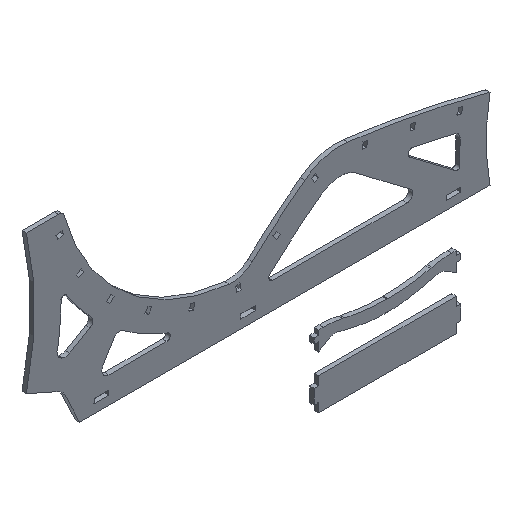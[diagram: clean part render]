
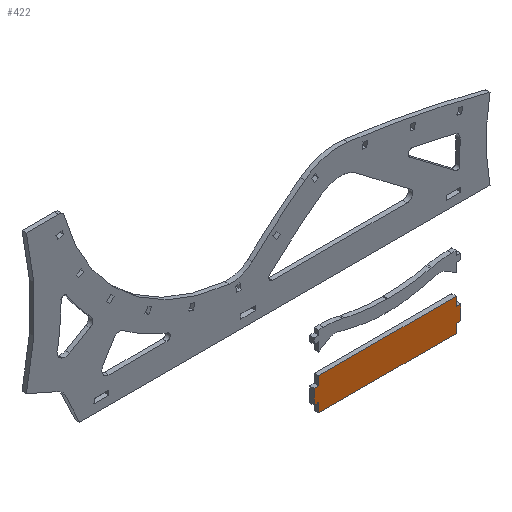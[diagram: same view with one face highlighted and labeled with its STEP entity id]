
A CAD part, isometric view. The second image highlights one B-rep face of the part: STEP entity #422.
In plain terms, the highlighted planar face has unit normal (0, -1, 0).
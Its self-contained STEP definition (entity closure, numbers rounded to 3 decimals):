
#60=CARTESIAN_POINT('Vertex',(-100.,0.,-350.)) ;
#65=CARTESIAN_POINT('Line Origine',(-107.5,0.,-350.)) ;
#69=CARTESIAN_POINT('Vertex',(-115.,0.,-350.)) ;
#96=CARTESIAN_POINT('Line Origine',(-115.,0.,-365.)) ;
#100=CARTESIAN_POINT('Vertex',(-115.,0.,-380.)) ;
#127=CARTESIAN_POINT('Line Origine',(-350.,0.,-380.)) ;
#131=CARTESIAN_POINT('Vertex',(-585.,0.,-380.)) ;
#158=CARTESIAN_POINT('Line Origine',(-585.,0.,-365.)) ;
#162=CARTESIAN_POINT('Vertex',(-585.,0.,-350.)) ;
#184=CARTESIAN_POINT('Line Origine',(-592.5,0.,-350.)) ;
#188=CARTESIAN_POINT('Vertex',(-600.,0.,-350.)) ;
#215=CARTESIAN_POINT('Line Origine',(-600.,0.,-325.)) ;
#219=CARTESIAN_POINT('Vertex',(-600.,0.,-300.)) ;
#246=CARTESIAN_POINT('Line Origine',(-592.5,0.,-300.)) ;
#250=CARTESIAN_POINT('Vertex',(-585.,0.,-300.)) ;
#272=CARTESIAN_POINT('Line Origine',(-585.,0.,-285.)) ;
#276=CARTESIAN_POINT('Vertex',(-585.,0.,-270.)) ;
#303=CARTESIAN_POINT('Line Origine',(-350.,0.,-270.)) ;
#307=CARTESIAN_POINT('Vertex',(-115.,0.,-270.)) ;
#329=CARTESIAN_POINT('Line Origine',(-115.,0.,-285.)) ;
#333=CARTESIAN_POINT('Vertex',(-115.,0.,-300.)) ;
#355=CARTESIAN_POINT('Line Origine',(-107.5,0.,-300.)) ;
#359=CARTESIAN_POINT('Vertex',(-100.,0.,-300.)) ;
#386=CARTESIAN_POINT('Line Origine',(-100.,0.,-325.)) ;
#403=CARTESIAN_POINT('Axis2P3D Location',(0.,0.,0.)) ;
#66=DIRECTION('Vector Direction',(1.,0.,0.)) ;
#97=DIRECTION('Vector Direction',(0.,0.,1.)) ;
#128=DIRECTION('Vector Direction',(1.,0.,0.)) ;
#159=DIRECTION('Vector Direction',(0.,0.,-1.)) ;
#185=DIRECTION('Vector Direction',(1.,0.,0.)) ;
#216=DIRECTION('Vector Direction',(0.,0.,-1.)) ;
#247=DIRECTION('Vector Direction',(-1.,0.,0.)) ;
#273=DIRECTION('Vector Direction',(0.,0.,-1.)) ;
#304=DIRECTION('Vector Direction',(-1.,0.,0.)) ;
#330=DIRECTION('Vector Direction',(0.,0.,1.)) ;
#356=DIRECTION('Vector Direction',(-1.,0.,0.)) ;
#387=DIRECTION('Vector Direction',(0.,0.,1.)) ;
#404=DIRECTION('Axis2P3D Direction',(0.,1.,0.)) ;
#405=DIRECTION('Axis2P3D XDirection',(-1.,0.,0.)) ;
#406=AXIS2_PLACEMENT_3D('Plane Axis2P3D',#403,#404,#405) ;
#409=ORIENTED_EDGE('',*,*,#390,.F.) ;
#410=ORIENTED_EDGE('',*,*,#361,.F.) ;
#411=ORIENTED_EDGE('',*,*,#335,.F.) ;
#412=ORIENTED_EDGE('',*,*,#309,.F.) ;
#413=ORIENTED_EDGE('',*,*,#278,.F.) ;
#414=ORIENTED_EDGE('',*,*,#252,.F.) ;
#415=ORIENTED_EDGE('',*,*,#221,.F.) ;
#416=ORIENTED_EDGE('',*,*,#190,.F.) ;
#417=ORIENTED_EDGE('',*,*,#164,.F.) ;
#418=ORIENTED_EDGE('',*,*,#133,.F.) ;
#419=ORIENTED_EDGE('',*,*,#102,.F.) ;
#420=ORIENTED_EDGE('',*,*,#71,.F.) ;
#67=VECTOR('Line Direction',#66,1.) ;
#98=VECTOR('Line Direction',#97,1.) ;
#129=VECTOR('Line Direction',#128,1.) ;
#160=VECTOR('Line Direction',#159,1.) ;
#186=VECTOR('Line Direction',#185,1.) ;
#217=VECTOR('Line Direction',#216,1.) ;
#248=VECTOR('Line Direction',#247,1.) ;
#274=VECTOR('Line Direction',#273,1.) ;
#305=VECTOR('Line Direction',#304,1.) ;
#331=VECTOR('Line Direction',#330,1.) ;
#357=VECTOR('Line Direction',#356,1.) ;
#388=VECTOR('Line Direction',#387,1.) ;
#422=ADVANCED_FACE('PartBody',(#421),#407,.F.) ;
#71=EDGE_CURVE('',#61,#70,#68,.F.) ;
#102=EDGE_CURVE('',#70,#101,#99,.F.) ;
#133=EDGE_CURVE('',#101,#132,#130,.F.) ;
#164=EDGE_CURVE('',#132,#163,#161,.F.) ;
#190=EDGE_CURVE('',#163,#189,#187,.F.) ;
#221=EDGE_CURVE('',#189,#220,#218,.F.) ;
#252=EDGE_CURVE('',#220,#251,#249,.F.) ;
#278=EDGE_CURVE('',#251,#277,#275,.F.) ;
#309=EDGE_CURVE('',#277,#308,#306,.F.) ;
#335=EDGE_CURVE('',#308,#334,#332,.F.) ;
#361=EDGE_CURVE('',#334,#360,#358,.F.) ;
#390=EDGE_CURVE('',#360,#61,#389,.F.) ;
#408=EDGE_LOOP('',(#409,#410,#411,#412,#413,#414,#415,#416,#417,#418,#419,#420)) ;
#421=FACE_OUTER_BOUND('',#408,.T.) ;
#68=LINE('Line',#65,#67) ;
#99=LINE('Line',#96,#98) ;
#130=LINE('Line',#127,#129) ;
#161=LINE('Line',#158,#160) ;
#187=LINE('Line',#184,#186) ;
#218=LINE('Line',#215,#217) ;
#249=LINE('Line',#246,#248) ;
#275=LINE('Line',#272,#274) ;
#306=LINE('Line',#303,#305) ;
#332=LINE('Line',#329,#331) ;
#358=LINE('Line',#355,#357) ;
#389=LINE('Line',#386,#388) ;
#407=PLANE('',#406) ;
#61=VERTEX_POINT('',#60) ;
#70=VERTEX_POINT('',#69) ;
#101=VERTEX_POINT('',#100) ;
#132=VERTEX_POINT('',#131) ;
#163=VERTEX_POINT('',#162) ;
#189=VERTEX_POINT('',#188) ;
#220=VERTEX_POINT('',#219) ;
#251=VERTEX_POINT('',#250) ;
#277=VERTEX_POINT('',#276) ;
#308=VERTEX_POINT('',#307) ;
#334=VERTEX_POINT('',#333) ;
#360=VERTEX_POINT('',#359) ;
